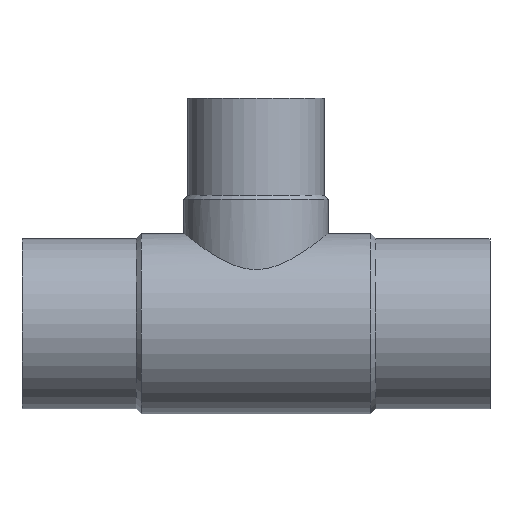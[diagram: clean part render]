
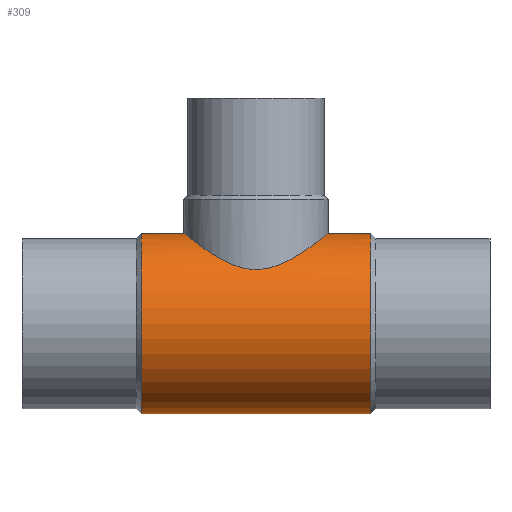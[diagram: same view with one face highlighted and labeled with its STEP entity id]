
A CAD part, top view. The second image highlights one B-rep face of the part: STEP entity #309.
In plain terms, the highlighted cylindrical face has radius 105.95 mm (diameter 211.9 mm), a partial arc.
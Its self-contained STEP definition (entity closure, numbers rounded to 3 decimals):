
#129 = EDGE_CURVE( '', #235, #209, #355, .T. );
#137 = VERTEX_POINT( '', #363 );
#209 = VERTEX_POINT( '', #448 );
#221 = VERTEX_POINT( '', #461 );
#229 = VERTEX_POINT( '', #470 );
#235 = VERTEX_POINT( '', #477 );
#243 = EDGE_CURVE( '', #221, #229, #485, .T. );
#247 = EDGE_CURVE( '', #137, #265, #489, .T. );
#265 = VERTEX_POINT( '', #508 );
#273 = EDGE_CURVE( '', #229, #235, #517, .T. );
#303 = EDGE_CURVE( '', #221, #265, #548, .T. );
#309 = ADVANCED_FACE( '', ( #554 ), #555, .T. );
#321 = EDGE_CURVE( '', #209, #137, #570, .T. );
#355 = LINE( '', #599, #600 );
#363 = CARTESIAN_POINT( '', ( -359.75, 105.95, 0. ) );
#448 = CARTESIAN_POINT( '', ( -190.25, 105.95, 0. ) );
#461 = CARTESIAN_POINT( '', ( -410.05, -105.95, 0. ) );
#470 = CARTESIAN_POINT( '', ( -139.95, -105.95, 0. ) );
#477 = CARTESIAN_POINT( '', ( -139.95, 105.95, 0. ) );
#485 = LINE( '', #869, #870 );
#489 = LINE( '', #876, #877 );
#508 = CARTESIAN_POINT( '', ( -410.05, 105.95, 0. ) );
#517 = CIRCLE( '', #976, 105.95 );
#548 = CIRCLE( '', #1048, 105.95 );
#554 = FACE_OUTER_BOUND( '', #1055, .T. );
#555 = CYLINDRICAL_SURFACE( '', #1056, 105.95 );
#570 = B_SPLINE_CURVE_WITH_KNOTS( '', 3, ( #1075, #1076, #1077, #1078, #1079, #1080, #1081, #1082, #1083, #1084, #1085, #1086, #1087, #1088, #1089, #1090, #1091, #1092, #1093, #1094, #1095, #1096, #1097, #1098, #1099, #1100, #1101, #1102, #1103, #1104, #1105, #1106, #1107, #1108, #1109, #1110, #1111, #1112, #1113, #1114, #1115, #1116, #1117, #1118, #1119, #1120, #1121, #1122, #1123, #1124, #1125, #1126, #1127, #1128, #1129, #1130, #1131, #1132, #1133, #1134, #1135, #1136, #1137, #1138, #1139, #1140 ), .UNSPECIFIED., .F., .F., ( 4, 2, 2, 2, 2, 2, 2, 2, 2, 2, 2, 2, 2, 2, 2, 2, 2, 2, 2, 2, 2, 2, 2, 2, 2, 2, 2, 2, 2, 2, 2, 2, 4 ), ( 136.874, 145.293, 153.713, 162.133, 170.552, 178.972, 187.391, 195.811, 204.231, 212.92, 221.61, 230.299, 238.989, 247.679, 256.368, 265.058, 273.748, 282.437, 291.127, 299.817, 308.506, 317.196, 325.886, 334.575, 343.265, 351.684, 360.104, 368.524, 376.943, 385.363, 393.782, 402.202, 410.622 ), .UNSPECIFIED. );
#599 = CARTESIAN_POINT( '', ( -275., 105.95, 0. ) );
#600 = VECTOR( '', #1168, 1. );
#869 = CARTESIAN_POINT( '', ( -275., -105.95, 0. ) );
#870 = VECTOR( '', #1337, 1. );
#876 = CARTESIAN_POINT( '', ( -275., 105.95, 0. ) );
#877 = VECTOR( '', #1341, 1. );
#976 = AXIS2_PLACEMENT_3D( '', #1363, #1364, #1365 );
#1048 = AXIS2_PLACEMENT_3D( '', #1387, #1388, #1389 );
#1055 = EDGE_LOOP( '', ( #1394, #1395, #1396, #1397, #1398, #1399 ) );
#1056 = AXIS2_PLACEMENT_3D( '', #1400, #1401, #1402 );
#1075 = CARTESIAN_POINT( '', ( -190.25, 105.95, 0. ) );
#1076 = CARTESIAN_POINT( '', ( -190.25, 105.95, 2.807 ) );
#1077 = CARTESIAN_POINT( '', ( -190.39, 105.838, 5.64 ) );
#1078 = CARTESIAN_POINT( '', ( -190.959, 105.383, 11.305 ) );
#1079 = CARTESIAN_POINT( '', ( -191.388, 105.041, 14.136 ) );
#1080 = CARTESIAN_POINT( '', ( -192.532, 104.133, 19.742 ) );
#1081 = CARTESIAN_POINT( '', ( -193.246, 103.568, 22.517 ) );
#1082 = CARTESIAN_POINT( '', ( -194.945, 102.232, 27.963 ) );
#1083 = CARTESIAN_POINT( '', ( -195.93, 101.462, 30.633 ) );
#1084 = CARTESIAN_POINT( '', ( -198.142, 99.747, 35.825 ) );
#1085 = CARTESIAN_POINT( '', ( -199.372, 98.801, 38.35 ) );
#1086 = CARTESIAN_POINT( '', ( -202.046, 96.77, 43.221 ) );
#1087 = CARTESIAN_POINT( '', ( -203.49, 95.684, 45.567 ) );
#1088 = CARTESIAN_POINT( '', ( -206.554, 93.417, 50.05 ) );
#1089 = CARTESIAN_POINT( '', ( -208.173, 92.235, 52.188 ) );
#1090 = CARTESIAN_POINT( '', ( -211.539, 89.826, 56.234 ) );
#1091 = CARTESIAN_POINT( '', ( -213.287, 88.598, 58.142 ) );
#1092 = CARTESIAN_POINT( '', ( -216.916, 86.109, 61.77 ) );
#1093 = CARTESIAN_POINT( '', ( -218.87, 84.8, 63.554 ) );
#1094 = CARTESIAN_POINT( '', ( -222.981, 82.136, 66.96 ) );
#1095 = CARTESIAN_POINT( '', ( -225.137, 80.783, 68.583 ) );
#1096 = CARTESIAN_POINT( '', ( -229.628, 78.091, 71.633 ) );
#1097 = CARTESIAN_POINT( '', ( -231.963, 76.752, 73.061 ) );
#1098 = CARTESIAN_POINT( '', ( -236.788, 74.154, 75.696 ) );
#1099 = CARTESIAN_POINT( '', ( -239.278, 72.896, 76.904 ) );
#1100 = CARTESIAN_POINT( '', ( -244.392, 70.531, 79.079 ) );
#1101 = CARTESIAN_POINT( '', ( -247.016, 69.424, 80.046 ) );
#1102 = CARTESIAN_POINT( '', ( -252.379, 67.441, 81.724 ) );
#1103 = CARTESIAN_POINT( '', ( -255.117, 66.566, 82.434 ) );
#1104 = CARTESIAN_POINT( '', ( -260.68, 65.12, 83.58 ) );
#1105 = CARTESIAN_POINT( '', ( -263.507, 64.552, 84.016 ) );
#1106 = CARTESIAN_POINT( '', ( -269.218, 63.783, 84.601 ) );
#1107 = CARTESIAN_POINT( '', ( -272.103, 63.583, 84.75 ) );
#1108 = CARTESIAN_POINT( '', ( -277.897, 63.583, 84.75 ) );
#1109 = CARTESIAN_POINT( '', ( -280.782, 63.783, 84.601 ) );
#1110 = CARTESIAN_POINT( '', ( -286.493, 64.552, 84.016 ) );
#1111 = CARTESIAN_POINT( '', ( -289.32, 65.12, 83.58 ) );
#1112 = CARTESIAN_POINT( '', ( -294.883, 66.566, 82.434 ) );
#1113 = CARTESIAN_POINT( '', ( -297.621, 67.441, 81.724 ) );
#1114 = CARTESIAN_POINT( '', ( -302.984, 69.424, 80.046 ) );
#1115 = CARTESIAN_POINT( '', ( -305.608, 70.531, 79.079 ) );
#1116 = CARTESIAN_POINT( '', ( -310.722, 72.896, 76.904 ) );
#1117 = CARTESIAN_POINT( '', ( -313.212, 74.154, 75.696 ) );
#1118 = CARTESIAN_POINT( '', ( -318.037, 76.752, 73.061 ) );
#1119 = CARTESIAN_POINT( '', ( -320.372, 78.091, 71.633 ) );
#1120 = CARTESIAN_POINT( '', ( -324.863, 80.783, 68.583 ) );
#1121 = CARTESIAN_POINT( '', ( -327.019, 82.136, 66.96 ) );
#1122 = CARTESIAN_POINT( '', ( -331.13, 84.8, 63.554 ) );
#1123 = CARTESIAN_POINT( '', ( -333.084, 86.109, 61.77 ) );
#1124 = CARTESIAN_POINT( '', ( -336.713, 88.598, 58.142 ) );
#1125 = CARTESIAN_POINT( '', ( -338.461, 89.826, 56.234 ) );
#1126 = CARTESIAN_POINT( '', ( -341.827, 92.235, 52.188 ) );
#1127 = CARTESIAN_POINT( '', ( -343.446, 93.417, 50.05 ) );
#1128 = CARTESIAN_POINT( '', ( -346.51, 95.684, 45.567 ) );
#1129 = CARTESIAN_POINT( '', ( -347.954, 96.77, 43.221 ) );
#1130 = CARTESIAN_POINT( '', ( -350.628, 98.801, 38.35 ) );
#1131 = CARTESIAN_POINT( '', ( -351.858, 99.747, 35.825 ) );
#1132 = CARTESIAN_POINT( '', ( -354.07, 101.462, 30.633 ) );
#1133 = CARTESIAN_POINT( '', ( -355.055, 102.232, 27.963 ) );
#1134 = CARTESIAN_POINT( '', ( -356.754, 103.568, 22.517 ) );
#1135 = CARTESIAN_POINT( '', ( -357.468, 104.133, 19.742 ) );
#1136 = CARTESIAN_POINT( '', ( -358.612, 105.041, 14.136 ) );
#1137 = CARTESIAN_POINT( '', ( -359.041, 105.383, 11.305 ) );
#1138 = CARTESIAN_POINT( '', ( -359.61, 105.838, 5.64 ) );
#1139 = CARTESIAN_POINT( '', ( -359.75, 105.95, 2.807 ) );
#1140 = CARTESIAN_POINT( '', ( -359.75, 105.95, 0. ) );
#1168 = DIRECTION( '', ( -1., 0., 0. ) );
#1337 = DIRECTION( '', ( 1., 0., 0. ) );
#1341 = DIRECTION( '', ( -1., 0., 0. ) );
#1363 = CARTESIAN_POINT( '', ( -139.95, 0., 0. ) );
#1364 = DIRECTION( '', ( -1., 0., 0. ) );
#1365 = DIRECTION( '', ( 0., 1., 0. ) );
#1387 = CARTESIAN_POINT( '', ( -410.05, 0., 0. ) );
#1388 = DIRECTION( '', ( -1., 0., 0. ) );
#1389 = DIRECTION( '', ( 0., 1., 0. ) );
#1394 = ORIENTED_EDGE( '', *, *, #129, .T. );
#1395 = ORIENTED_EDGE( '', *, *, #321, .T. );
#1396 = ORIENTED_EDGE( '', *, *, #247, .T. );
#1397 = ORIENTED_EDGE( '', *, *, #303, .F. );
#1398 = ORIENTED_EDGE( '', *, *, #243, .T. );
#1399 = ORIENTED_EDGE( '', *, *, #273, .T. );
#1400 = CARTESIAN_POINT( '', ( -275., 0., 0. ) );
#1401 = DIRECTION( '', ( 1., 0., 0. ) );
#1402 = DIRECTION( '', ( 0., 1., 0. ) );
